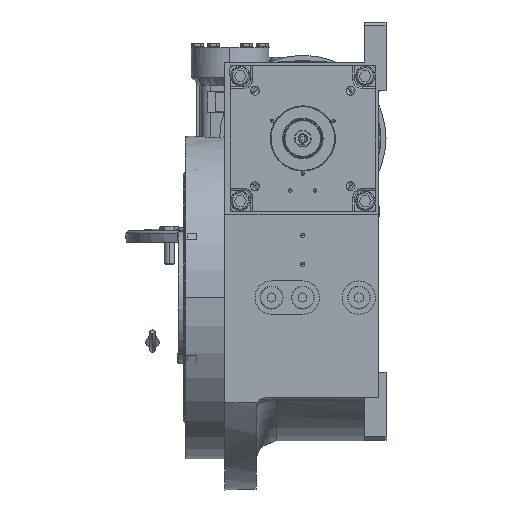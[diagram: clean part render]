
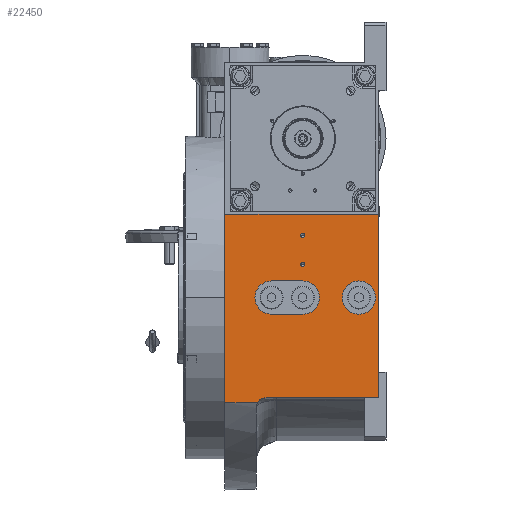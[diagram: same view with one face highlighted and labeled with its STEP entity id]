
A CAD part, left-side view. The second image highlights one B-rep face of the part: STEP entity #22450.
In plain terms, the highlighted planar face has unit normal (-1, 0, 0).
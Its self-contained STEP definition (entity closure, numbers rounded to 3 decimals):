
#301 = LINE ( 'NONE', #27363, #102962 ) ;
#435 = VERTEX_POINT ( 'NONE', #131843 ) ;
#795 = DIRECTION ( 'NONE',  ( 0., 0., 1. ) ) ;
#2250 = CIRCLE ( 'NONE', #64373, 16. ) ;
#2971 = VECTOR ( 'NONE', #49842, 1000. ) ;
#3413 = ORIENTED_EDGE ( 'NONE', *, *, #68674, .T. ) ;
#4265 = CARTESIAN_POINT ( 'NONE',  ( -155., 0., 16. ) ) ;
#4641 = DIRECTION ( 'NONE',  ( -1., 0., 0. ) ) ;
#4937 = LINE ( 'NONE', #4265, #100373 ) ;
#6419 = DIRECTION ( 'NONE',  ( 1., 0., 0. ) ) ;
#7074 = DIRECTION ( 'NONE',  ( 0., 1., 0. ) ) ;
#7292 = EDGE_CURVE ( 'NONE', #435, #21325, #101689, .T. ) ;
#8254 = DIRECTION ( 'NONE',  ( 0., -1., 0. ) ) ;
#9320 = AXIS2_PLACEMENT_3D ( 'NONE', #10823, #18920, #795 ) ;
#10681 = EDGE_CURVE ( 'NONE', #50555, #39467, #95875, .T. ) ;
#10823 = CARTESIAN_POINT ( 'NONE',  ( -155., -73., -100.995 ) ) ;
#12077 = EDGE_LOOP ( 'NONE', ( #56319, #65464, #81512, #87930 ) ) ;
#13285 = CARTESIAN_POINT ( 'NONE',  ( -155., 43.657, -100.995 ) ) ;
#13439 = EDGE_CURVE ( 'NONE', #16126, #121920, #106061, .T. ) ;
#14945 = DIRECTION ( 'NONE',  ( 0., 1., 0. ) ) ;
#15594 = ORIENTED_EDGE ( 'NONE', *, *, #129517, .T. ) ;
#15682 = CIRCLE ( 'NONE', #30625, 16. ) ;
#16080 = VERTEX_POINT ( 'NONE', #19696 ) ;
#16126 = VERTEX_POINT ( 'NONE', #62607 ) ;
#18792 = DIRECTION ( 'NONE',  ( 0., -1., 0. ) ) ;
#18920 = DIRECTION ( 'NONE',  ( -1., 0., 0. ) ) ;
#19093 = DIRECTION ( 'NONE',  ( 0., 0., 1. ) ) ;
#19696 = CARTESIAN_POINT ( 'NONE',  ( -155., 0., 16. ) ) ;
#19968 = CARTESIAN_POINT ( 'NONE',  ( -155., 75., 80. ) ) ;
#21325 = VERTEX_POINT ( 'NONE', #73858 ) ;
#21838 = CIRCLE ( 'NONE', #49703, 10. ) ;
#22450 = ADVANCED_FACE ( 'NONE', ( #110907, #132433, #71922, #80692, #102812 ), #110236, .T. ) ;
#24163 = EDGE_CURVE ( 'NONE', #83951, #121920, #121219, .T. ) ;
#25024 = CARTESIAN_POINT ( 'NONE',  ( -155., 0., 32. ) ) ;
#26322 = VERTEX_POINT ( 'NONE', #45280 ) ;
#27363 = CARTESIAN_POINT ( 'NONE',  ( -155., 30., -16. ) ) ;
#29836 = DIRECTION ( 'NONE',  ( 0., -1., 0. ) ) ;
#30625 = AXIS2_PLACEMENT_3D ( 'NONE', #96614, #4641, #117458 ) ;
#32883 = CARTESIAN_POINT ( 'NONE',  ( -155., -73., 80. ) ) ;
#34554 = ORIENTED_EDGE ( 'NONE', *, *, #105429, .T. ) ;
#35007 = DIRECTION ( 'NONE',  ( 0., -1., 0. ) ) ;
#35046 = VERTEX_POINT ( 'NONE', #96708 ) ;
#39467 = VERTEX_POINT ( 'NONE', #47846 ) ;
#40375 = AXIS2_PLACEMENT_3D ( 'NONE', #107768, #6419, #7074 ) ;
#40435 = LINE ( 'NONE', #92164, #2971 ) ;
#43484 = CARTESIAN_POINT ( 'NONE',  ( -155., 75., -100.995 ) ) ;
#43544 = EDGE_CURVE ( 'NONE', #118167, #83951, #84498, .T. ) ;
#44706 = ORIENTED_EDGE ( 'NONE', *, *, #10681, .T. ) ;
#45280 = CARTESIAN_POINT ( 'NONE',  ( -155., -38., 0. ) ) ;
#46939 = ORIENTED_EDGE ( 'NONE', *, *, #7292, .F. ) ;
#47846 = CARTESIAN_POINT ( 'NONE',  ( -155., 2.1, 32. ) ) ;
#47858 = EDGE_CURVE ( 'NONE', #79455, #83631, #301, .T. ) ;
#47888 = EDGE_CURVE ( 'NONE', #51237, #79455, #2250, .T. ) ;
#48633 = AXIS2_PLACEMENT_3D ( 'NONE', #119569, #88669, #18792 ) ;
#49703 = AXIS2_PLACEMENT_3D ( 'NONE', #127319, #76259, #95085 ) ;
#49842 = DIRECTION ( 'NONE',  ( 0., 0., 1. ) ) ;
#50555 = VERTEX_POINT ( 'NONE', #52192 ) ;
#50803 = CIRCLE ( 'NONE', #125878, 16. ) ;
#51237 = VERTEX_POINT ( 'NONE', #107357 ) ;
#52192 = CARTESIAN_POINT ( 'NONE',  ( -155., -2.1, 32. ) ) ;
#52608 = VECTOR ( 'NONE', #119902, 1000. ) ;
#52621 = CARTESIAN_POINT ( 'NONE',  ( -155., -73., -96. ) ) ;
#55567 = CARTESIAN_POINT ( 'NONE',  ( -155., 43.657, -100.995 ) ) ;
#56319 = ORIENTED_EDGE ( 'NONE', *, *, #112409, .F. ) ;
#56893 = CARTESIAN_POINT ( 'NONE',  ( -155., -2.1, 60. ) ) ;
#58412 = DIRECTION ( 'NONE',  ( -1., 0., 0. ) ) ;
#59440 = AXIS2_PLACEMENT_3D ( 'NONE', #129696, #108850, #35007 ) ;
#62214 = EDGE_CURVE ( 'NONE', #83631, #16080, #15682, .T. ) ;
#62607 = CARTESIAN_POINT ( 'NONE',  ( -155., -73., 80. ) ) ;
#63330 = VERTEX_POINT ( 'NONE', #66862 ) ;
#64373 = AXIS2_PLACEMENT_3D ( 'NONE', #109278, #92271, #19093 ) ;
#65401 = ORIENTED_EDGE ( 'NONE', *, *, #112971, .F. ) ;
#65464 = ORIENTED_EDGE ( 'NONE', *, *, #62214, .F. ) ;
#65755 = DIRECTION ( 'NONE',  ( 0., 1., 0. ) ) ;
#65955 = DIRECTION ( 'NONE',  ( 1., 0., 0. ) ) ;
#66862 = CARTESIAN_POINT ( 'NONE',  ( -155., -70., 0. ) ) ;
#68674 = EDGE_CURVE ( 'NONE', #118167, #21325, #21838, .T. ) ;
#69118 = DIRECTION ( 'NONE',  ( 0., 1., 0. ) ) ;
#71922 = FACE_BOUND ( 'NONE', #98894, .T. ) ;
#73651 = VECTOR ( 'NONE', #75725, 1000. ) ;
#73858 = CARTESIAN_POINT ( 'NONE',  ( -155., 35., -96. ) ) ;
#73890 = AXIS2_PLACEMENT_3D ( 'NONE', #130497, #80740, #8254 ) ;
#75725 = DIRECTION ( 'NONE',  ( 0., 1., 0. ) ) ;
#76259 = DIRECTION ( 'NONE',  ( 1., 0., 0. ) ) ;
#77921 = CARTESIAN_POINT ( 'NONE',  ( -155., -54., 0. ) ) ;
#79455 = VERTEX_POINT ( 'NONE', #114268 ) ;
#80243 = EDGE_LOOP ( 'NONE', ( #82083, #129728, #92088, #105906, #3413, #46939 ) ) ;
#80251 = CARTESIAN_POINT ( 'NONE',  ( -155., 75., -100.995 ) ) ;
#80692 = FACE_BOUND ( 'NONE', #119728, .T. ) ;
#80740 = DIRECTION ( 'NONE',  ( -1., 0., 0. ) ) ;
#81512 = ORIENTED_EDGE ( 'NONE', *, *, #47858, .F. ) ;
#82083 = ORIENTED_EDGE ( 'NONE', *, *, #122638, .T. ) ;
#82390 = VECTOR ( 'NONE', #65755, 1000. ) ;
#83210 = EDGE_CURVE ( 'NONE', #128081, #35046, #113096, .T. ) ;
#83631 = VERTEX_POINT ( 'NONE', #100007 ) ;
#83951 = VERTEX_POINT ( 'NONE', #43484 ) ;
#84498 = LINE ( 'NONE', #13285, #73651 ) ;
#87930 = ORIENTED_EDGE ( 'NONE', *, *, #47888, .F. ) ;
#88669 = DIRECTION ( 'NONE',  ( 1., 0., 0. ) ) ;
#92088 = ORIENTED_EDGE ( 'NONE', *, *, #24163, .F. ) ;
#92164 = CARTESIAN_POINT ( 'NONE',  ( -155., -73., -96. ) ) ;
#92269 = DIRECTION ( 'NONE',  ( 0., 1., 0. ) ) ;
#92271 = DIRECTION ( 'NONE',  ( -1., 0., 0. ) ) ;
#95085 = DIRECTION ( 'NONE',  ( 0., 0.866, 0.5 ) ) ;
#95585 = DIRECTION ( 'NONE',  ( 0., 1., 0. ) ) ;
#95875 = CIRCLE ( 'NONE', #59440, 2.1 ) ;
#96614 = CARTESIAN_POINT ( 'NONE',  ( -155., 0., 0. ) ) ;
#96708 = CARTESIAN_POINT ( 'NONE',  ( -155., 2.1, 60. ) ) ;
#98894 = EDGE_LOOP ( 'NONE', ( #34554, #44706 ) ) ;
#100007 = CARTESIAN_POINT ( 'NONE',  ( -155., 0., -16. ) ) ;
#100308 = AXIS2_PLACEMENT_3D ( 'NONE', #25024, #65955, #14945 ) ;
#100373 = VECTOR ( 'NONE', #95585, 1000. ) ;
#101689 = LINE ( 'NONE', #52621, #126547 ) ;
#102812 = FACE_OUTER_BOUND ( 'NONE', #80243, .T. ) ;
#102962 = VECTOR ( 'NONE', #29836, 1000. ) ;
#104257 = EDGE_LOOP ( 'NONE', ( #119359, #65401 ) ) ;
#105429 = EDGE_CURVE ( 'NONE', #39467, #50555, #123927, .T. ) ;
#105906 = ORIENTED_EDGE ( 'NONE', *, *, #43544, .F. ) ;
#106061 = LINE ( 'NONE', #32883, #82390 ) ;
#107357 = CARTESIAN_POINT ( 'NONE',  ( -155., 30., 16. ) ) ;
#107768 = CARTESIAN_POINT ( 'NONE',  ( -155., 0., 60. ) ) ;
#108320 = EDGE_CURVE ( 'NONE', #63330, #26322, #125411, .T. ) ;
#108850 = DIRECTION ( 'NONE',  ( 1., 0., 0. ) ) ;
#109278 = CARTESIAN_POINT ( 'NONE',  ( -155., 30., 0. ) ) ;
#110236 = PLANE ( 'NONE',  #9320 ) ;
#110907 = FACE_BOUND ( 'NONE', #12077, .T. ) ;
#112409 = EDGE_CURVE ( 'NONE', #16080, #51237, #4937, .T. ) ;
#112971 = EDGE_CURVE ( 'NONE', #26322, #63330, #50803, .T. ) ;
#113096 = CIRCLE ( 'NONE', #48633, 2.1 ) ;
#113983 = ORIENTED_EDGE ( 'NONE', *, *, #83210, .T. ) ;
#114268 = CARTESIAN_POINT ( 'NONE',  ( -155., 30., -16. ) ) ;
#115366 = CIRCLE ( 'NONE', #40375, 2.1 ) ;
#117458 = DIRECTION ( 'NONE',  ( 0., 0., -1. ) ) ;
#118167 = VERTEX_POINT ( 'NONE', #55567 ) ;
#119359 = ORIENTED_EDGE ( 'NONE', *, *, #108320, .F. ) ;
#119569 = CARTESIAN_POINT ( 'NONE',  ( -155., 0., 60. ) ) ;
#119728 = EDGE_LOOP ( 'NONE', ( #15594, #113983 ) ) ;
#119902 = DIRECTION ( 'NONE',  ( 0., 0., 1. ) ) ;
#121219 = LINE ( 'NONE', #80251, #52608 ) ;
#121920 = VERTEX_POINT ( 'NONE', #19968 ) ;
#122638 = EDGE_CURVE ( 'NONE', #435, #16126, #40435, .T. ) ;
#123927 = CIRCLE ( 'NONE', #100308, 2.1 ) ;
#125411 = CIRCLE ( 'NONE', #73890, 16. ) ;
#125878 = AXIS2_PLACEMENT_3D ( 'NONE', #77921, #58412, #69118 ) ;
#126547 = VECTOR ( 'NONE', #92269, 1000. ) ;
#127319 = CARTESIAN_POINT ( 'NONE',  ( -155., 35., -106. ) ) ;
#128081 = VERTEX_POINT ( 'NONE', #56893 ) ;
#129517 = EDGE_CURVE ( 'NONE', #35046, #128081, #115366, .T. ) ;
#129696 = CARTESIAN_POINT ( 'NONE',  ( -155., 0., 32. ) ) ;
#129728 = ORIENTED_EDGE ( 'NONE', *, *, #13439, .T. ) ;
#130497 = CARTESIAN_POINT ( 'NONE',  ( -155., -54., 0. ) ) ;
#131843 = CARTESIAN_POINT ( 'NONE',  ( -155., -73., -96. ) ) ;
#132433 = FACE_BOUND ( 'NONE', #104257, .T. ) ;
